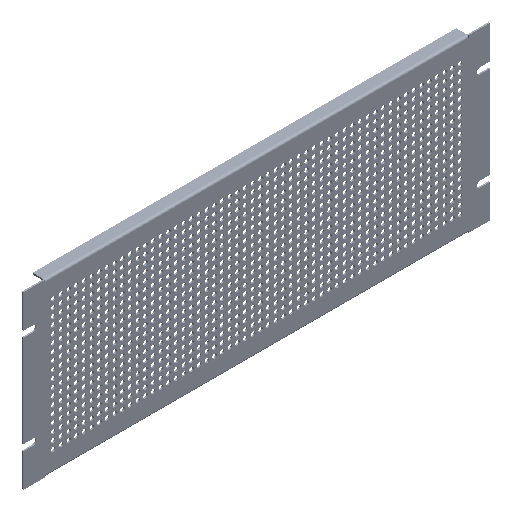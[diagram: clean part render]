
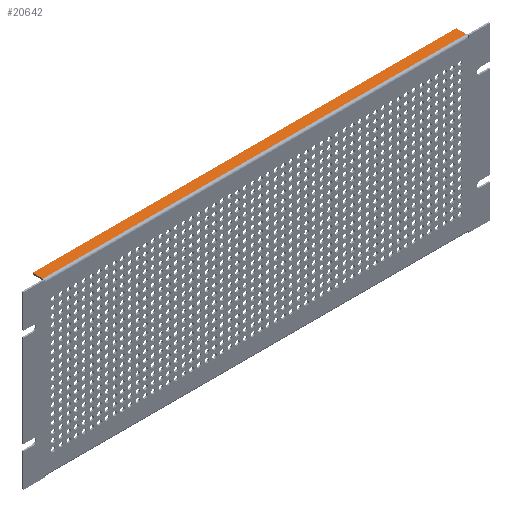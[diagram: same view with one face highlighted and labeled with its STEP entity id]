
A CAD part, isometric view. The second image highlights one B-rep face of the part: STEP entity #20642.
In plain terms, the highlighted planar face has unit normal (0, 0, 1).
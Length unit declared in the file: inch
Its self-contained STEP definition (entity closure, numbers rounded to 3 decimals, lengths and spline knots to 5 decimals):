
#568 = CARTESIAN_POINT ( 'NONE',  ( -8.625, 0.04648, 3.484 ) ) ;
#761 = EDGE_CURVE ( 'NONE', #3179, #15823, #27321, .T. ) ;
#1090 = DIRECTION ( 'NONE',  ( 0., -1., 0. ) ) ;
#2185 = CARTESIAN_POINT ( 'NONE',  ( 8.625, 0.04648, 3.484 ) ) ;
#2683 = ORIENTED_EDGE ( 'NONE', *, *, #11040, .T. ) ;
#3179 = VERTEX_POINT ( 'NONE', #27879 ) ;
#3364 = LINE ( 'NONE', #568, #22259 ) ;
#8359 = VECTOR ( 'NONE', #11442, 39.37008 ) ;
#8750 = ORIENTED_EDGE ( 'NONE', *, *, #761, .F. ) ;
#8849 = VERTEX_POINT ( 'NONE', #26982 ) ;
#10041 = EDGE_LOOP ( 'NONE', ( #2683, #34195, #26109, #8750 ) ) ;
#10751 = CARTESIAN_POINT ( 'NONE',  ( 8.625, 0.5, 3.484 ) ) ;
#11040 = EDGE_CURVE ( 'NONE', #3179, #20994, #34136, .T. ) ;
#11442 = DIRECTION ( 'NONE',  ( -1., 0., 0. ) ) ;
#12674 = CARTESIAN_POINT ( 'NONE',  ( -8.625, 0.086, 3.484 ) ) ;
#12998 = EDGE_CURVE ( 'NONE', #20994, #8849, #24000, .T. ) ;
#13730 = FACE_OUTER_BOUND ( 'NONE', #10041, .T. ) ;
#15823 = VERTEX_POINT ( 'NONE', #12674 ) ;
#18344 = EDGE_CURVE ( 'NONE', #8849, #15823, #3364, .T. ) ;
#18961 = CARTESIAN_POINT ( 'NONE',  ( 8.625, 0.04648, 3.484 ) ) ;
#20166 = DIRECTION ( 'NONE',  ( 0., 1., 0. ) ) ;
#20642 = ADVANCED_FACE ( 'NONE', ( #13730 ), #24371, .F. ) ;
#20994 = VERTEX_POINT ( 'NONE', #22956 ) ;
#21910 = CARTESIAN_POINT ( 'NONE',  ( 8.625, 0.086, 3.484 ) ) ;
#21925 = DIRECTION ( 'NONE',  ( 0., 0., -1. ) ) ;
#22259 = VECTOR ( 'NONE', #1090, 39.37008 ) ;
#22956 = CARTESIAN_POINT ( 'NONE',  ( 8.625, 0.5, 3.484 ) ) ;
#24000 = LINE ( 'NONE', #10751, #27814 ) ;
#24371 = PLANE ( 'NONE',  #25160 ) ;
#25160 = AXIS2_PLACEMENT_3D ( 'NONE', #18961, #21925, #26652 ) ;
#26109 = ORIENTED_EDGE ( 'NONE', *, *, #18344, .T. ) ;
#26652 = DIRECTION ( 'NONE',  ( 0., 1., 0. ) ) ;
#26738 = VECTOR ( 'NONE', #20166, 39.37008 ) ;
#26982 = CARTESIAN_POINT ( 'NONE',  ( -8.625, 0.5, 3.484 ) ) ;
#27321 = LINE ( 'NONE', #21910, #8359 ) ;
#27814 = VECTOR ( 'NONE', #32041, 39.37008 ) ;
#27879 = CARTESIAN_POINT ( 'NONE',  ( 8.625, 0.086, 3.484 ) ) ;
#32041 = DIRECTION ( 'NONE',  ( -1., 0., 0. ) ) ;
#34136 = LINE ( 'NONE', #2185, #26738 ) ;
#34195 = ORIENTED_EDGE ( 'NONE', *, *, #12998, .T. ) ;
